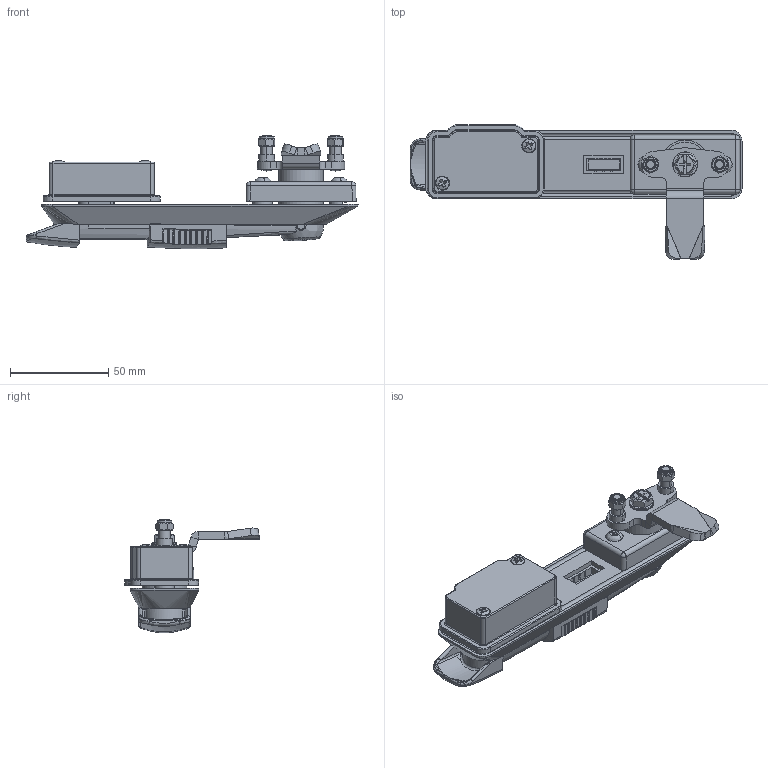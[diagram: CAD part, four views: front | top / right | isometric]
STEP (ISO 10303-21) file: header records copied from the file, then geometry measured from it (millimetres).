
FILE_DESCRIPTION (( 'STEP AP203' ), '1' );
FILE_NAME ('KI61.2.05.1214.STEP', '2022-04-29T06:41:10', ( '' ), ( '' ), 'SwSTEP 2.0', 'SolidWorks 2021', '' );
FILE_SCHEMA (( 'CONFIG_CONTROL_DESIGN' ));
Length unit declared in the file: millimetre
Products named in the file (1): KI61.2.05.1214
Bounding box: 169.05 x 68.58 x 57.77 mm (x, y, z)
Surface area: 42457.4 mm2 (no closed solid volume)
Topology: 0 solids, 33 shells, 727 faces, 2232 edges, 1518 vertices
Faces by surface type: plane 319, cylinder 179, bspline 155, cone 31, torus 31, sphere 12
Entity records: 40174 total; most frequent: CARTESIAN_POINT 22078, ORIENTED_EDGE 3892, DIRECTION 3191, EDGE_CURVE 2228, VERTEX_POINT 1518, AXIS2_PLACEMENT_3D 1119, LINE 953, VECTOR 953
